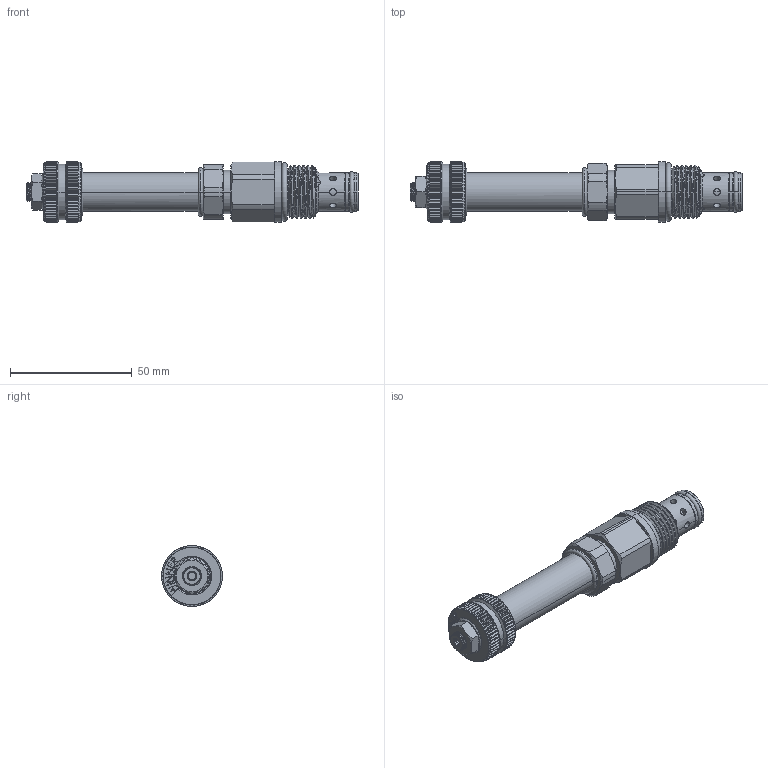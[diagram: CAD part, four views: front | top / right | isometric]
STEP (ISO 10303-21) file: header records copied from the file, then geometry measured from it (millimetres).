
FILE_DESCRIPTION (( 'STEP AP203' ), '1' );
FILE_NAME ('PRP10W2C-L-A1.STEP', '2024-01-17T08:37:13', ( '' ), ( '' ), 'SwSTEP 2.0', 'SolidWorks 2018', '' );
FILE_SCHEMA (( 'CONFIG_CONTROL_DESIGN' ));
Length unit declared in the file: millimetre
Products named in the file (1): PRP10W2C-L-A1
Bounding box: 136.32 x 25 x 25 mm (x, y, z)
Volume: 39577.1 mm3; surface area: 12356.1 mm2
Topology: 2 solids, 3 shells, 1084 faces, 2858 edges, 1807 vertices
Faces by surface type: plane 451, cylinder 417, cone 168, torus 22, bspline 20, sphere 6
Entity records: 50011 total; most frequent: CARTESIAN_POINT 24304, ORIENTED_EDGE 5716, DIRECTION 4987, EDGE_CURVE 2858, AXIS2_PLACEMENT_3D 1936, VERTEX_POINT 1808, EDGE_LOOP 1116, LINE 1115
